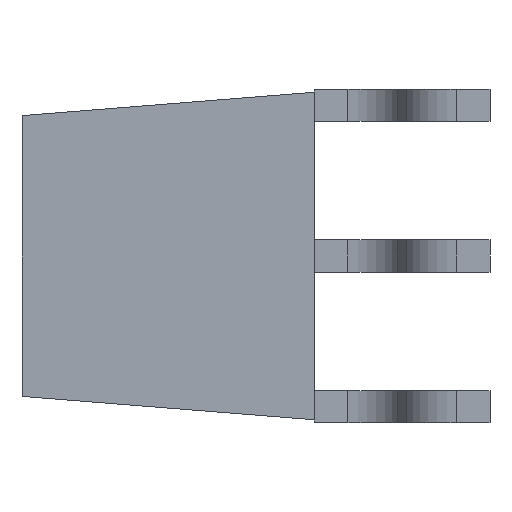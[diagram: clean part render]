
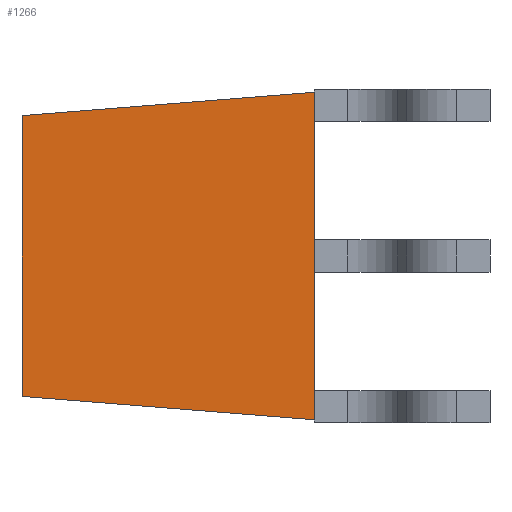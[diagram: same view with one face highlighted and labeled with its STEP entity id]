
A CAD part, left-side view. The second image highlights one B-rep face of the part: STEP entity #1266.
In plain terms, the highlighted planar face has unit normal (-1, 0.01, 0).
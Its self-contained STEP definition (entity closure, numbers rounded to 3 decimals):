
#30 = VERTEX_POINT ( 'NONE', #242 ) ;
#55 = DIRECTION ( 'NONE',  ( 0., 0., 1. ) ) ;
#77 = LINE ( 'NONE', #292, #1617 ) ;
#178 = ORIENTED_EDGE ( 'NONE', *, *, #211, .F. ) ;
#211 = EDGE_CURVE ( 'NONE', #2013, #1965, #77, .T. ) ;
#225 = CARTESIAN_POINT ( 'NONE',  ( -1.15, 5., 2.4 ) ) ;
#236 = ORIENTED_EDGE ( 'NONE', *, *, #1073, .T. ) ;
#242 = CARTESIAN_POINT ( 'NONE',  ( -1.2, 0., -2.8 ) ) ;
#279 = DIRECTION ( 'NONE',  ( 0., 0., 1. ) ) ;
#292 = CARTESIAN_POINT ( 'NONE',  ( -1.15, 5., 2.4 ) ) ;
#387 = PLANE ( 'NONE',  #916 ) ;
#418 = EDGE_CURVE ( 'NONE', #30, #1965, #850, .T. ) ;
#468 = ORIENTED_EDGE ( 'NONE', *, *, #418, .T. ) ;
#477 = CARTESIAN_POINT ( 'NONE',  ( -1.15, 5., 2.4 ) ) ;
#532 = DIRECTION ( 'NONE',  ( -0.01, -1., 0. ) ) ;
#690 = VECTOR ( 'NONE', #55, 1000. ) ;
#706 = VECTOR ( 'NONE', #1281, 1000. ) ;
#850 = LINE ( 'NONE', #1953, #690 ) ;
#916 = AXIS2_PLACEMENT_3D ( 'NONE', #2023, #1488, #532 ) ;
#935 = EDGE_LOOP ( 'NONE', ( #236, #468, #178, #1680 ) ) ;
#1073 = EDGE_CURVE ( 'NONE', #1517, #30, #1273, .T. ) ;
#1081 = DIRECTION ( 'NONE',  ( -0.01, -0.997, 0.08 ) ) ;
#1219 = CARTESIAN_POINT ( 'NONE',  ( -1.15, 5., -2.4 ) ) ;
#1236 = FACE_OUTER_BOUND ( 'NONE', #935, .T. ) ;
#1266 = ADVANCED_FACE ( 'NONE', ( #1236 ), #387, .T. ) ;
#1273 = LINE ( 'NONE', #1775, #706 ) ;
#1281 = DIRECTION ( 'NONE',  ( -0.01, -0.997, -0.08 ) ) ;
#1488 = DIRECTION ( 'NONE',  ( -1., 0.01, 0. ) ) ;
#1517 = VERTEX_POINT ( 'NONE', #1219 ) ;
#1617 = VECTOR ( 'NONE', #1081, 1000. ) ;
#1680 = ORIENTED_EDGE ( 'NONE', *, *, #1768, .F. ) ;
#1768 = EDGE_CURVE ( 'NONE', #1517, #2013, #1977, .T. ) ;
#1775 = CARTESIAN_POINT ( 'NONE',  ( -1.15, 5., -2.4 ) ) ;
#1890 = VECTOR ( 'NONE', #279, 1000. ) ;
#1953 = CARTESIAN_POINT ( 'NONE',  ( -1.2, 0., 2.8 ) ) ;
#1965 = VERTEX_POINT ( 'NONE', #2041 ) ;
#1977 = LINE ( 'NONE', #477, #1890 ) ;
#2013 = VERTEX_POINT ( 'NONE', #225 ) ;
#2023 = CARTESIAN_POINT ( 'NONE',  ( -1.2, 0.012, 0. ) ) ;
#2041 = CARTESIAN_POINT ( 'NONE',  ( -1.2, 0., 2.8 ) ) ;
